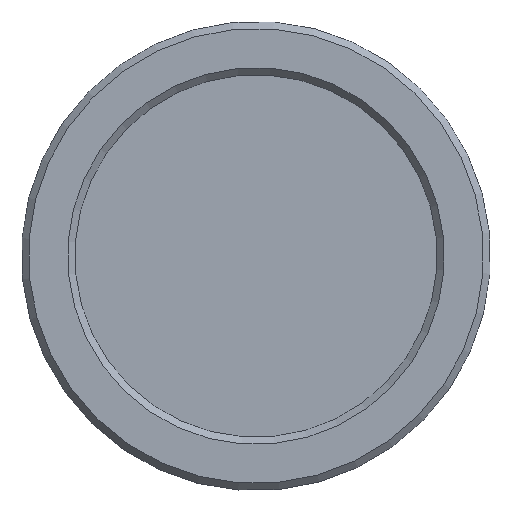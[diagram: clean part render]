
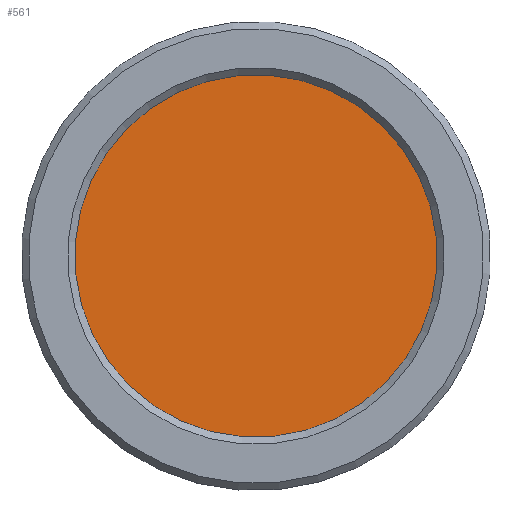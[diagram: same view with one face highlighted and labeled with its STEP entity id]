
A CAD part, top view. The second image highlights one B-rep face of the part: STEP entity #561.
In plain terms, the highlighted planar face has unit normal (0, 0, 1).
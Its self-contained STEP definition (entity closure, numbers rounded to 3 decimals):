
#260=ORIENTED_EDGE('',*,*,#334,.T.);
#334=EDGE_CURVE('',#385,#385,#412,.F.);
#385=VERTEX_POINT('',#968);
#412=CIRCLE('',#639,25.499);
#455=EDGE_LOOP('',(#260));
#502=FACE_BOUND('',#455,.T.);
#529=PLANE('',#638);
#561=ADVANCED_FACE('',(#502),#529,.F.);
#638=AXIS2_PLACEMENT_3D('',#966,#803,#804);
#639=AXIS2_PLACEMENT_3D('',#967,#805,#806);
#803=DIRECTION('',(0.,0.,-1.));
#804=DIRECTION('',(-1.,0.,0.));
#805=DIRECTION('',(0.,0.,-1.));
#806=DIRECTION('',(-1.,0.,0.));
#966=CARTESIAN_POINT('',(0.,0.,3.54));
#967=CARTESIAN_POINT('',(0.,0.,3.54));
#968=CARTESIAN_POINT('',(-25.499,0.,3.54));
